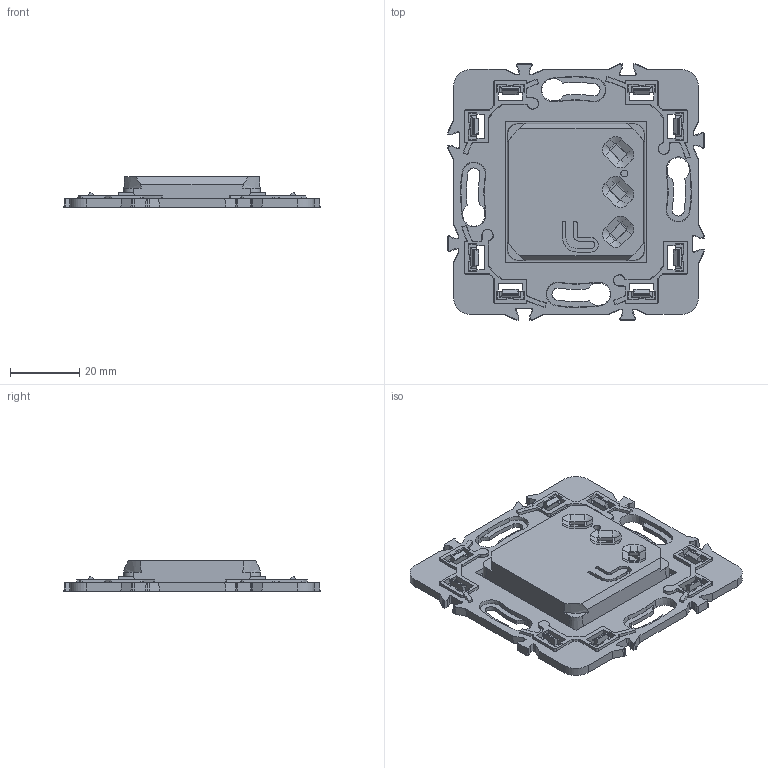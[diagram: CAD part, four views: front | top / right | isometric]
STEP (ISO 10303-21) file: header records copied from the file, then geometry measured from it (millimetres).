
FILE_DESCRIPTION(('CATIA V5 STEP Exchange','CAx-IF Rec.Pracs.--- Model Styling and Organization---1.5--- 2016-08-15','CAx-IF Rec.Pracs.---Supplemental Geometry---1.0---2011-11-01','CAx-IF Rec.Pracs.--- Composite Materials ---1.1---2010-07-15'),'2;1');
FILE_NAME('CM0042S.stp','2023-07-12T13:29:26+00:00',('none'),('none'),'CATIA Version 5-6 Release 2020 SP3','CATIA V5 STEP AP214 v2','none');
FILE_SCHEMA(('AUTOMOTIVE_DESIGN { 1 0 10303 214 1 1 1 1 }'));
Length unit declared in the file: millimetre
Products named in the file (1): CM0042S_AllCATPart
Bounding box: 74.15 x 74.15 x 8.8 mm (x, y, z)
Volume: 12427 mm3; surface area: 17184.6 mm2
Topology: 2 solids, 2 shells, 723 faces, 2090 edges, 1384 vertices
Faces by surface type: plane 431, cone 176, cylinder 116
Entity records: 23065 total; most frequent: CARTESIAN_POINT 5643, ORIENTED_EDGE 4180, DIRECTION 2688, EDGE_CURVE 2090, VERTEX_POINT 1384, VECTOR 1246, LINE 1246, AXIS2_PLACEMENT_3D 906
